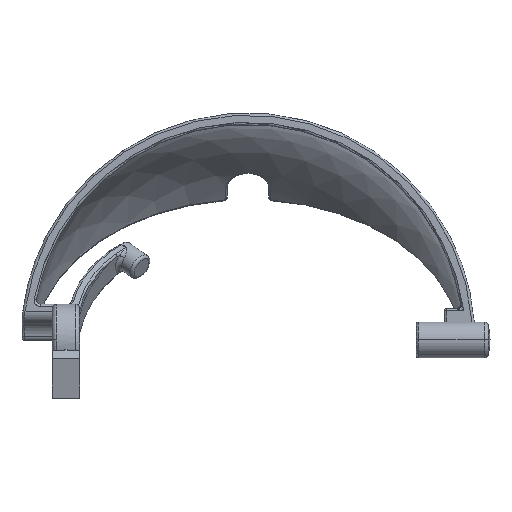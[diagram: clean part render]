
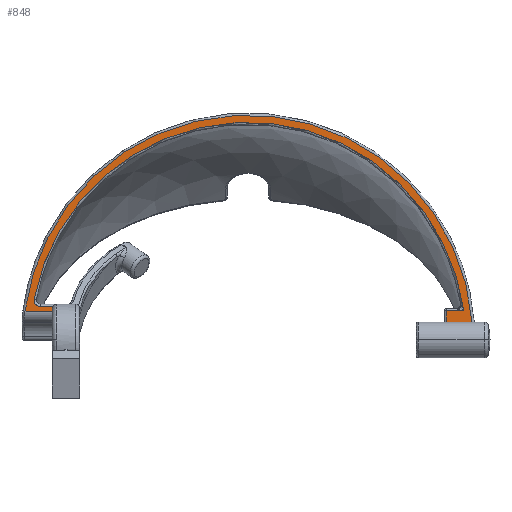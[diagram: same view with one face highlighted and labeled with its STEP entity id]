
A CAD part, top view. The second image highlights one B-rep face of the part: STEP entity #848.
In plain terms, the highlighted planar face has unit normal (0, -0.035, 0.999).
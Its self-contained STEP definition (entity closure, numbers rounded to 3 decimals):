
#1 = ORIENTED_EDGE ( 'NONE', *, *, #4545, .T. ) ;
#31 = VERTEX_POINT ( 'NONE', #4550 ) ;
#40 = AXIS2_PLACEMENT_3D ( 'NONE', #264, #2788, #718 ) ;
#47 = AXIS2_PLACEMENT_3D ( 'NONE', #3596, #1505, #2695 ) ;
#178 = CARTESIAN_POINT ( 'NONE',  ( -38.041, 6.886, -0.013 ) ) ;
#264 = CARTESIAN_POINT ( 'NONE',  ( 0., 0.009, -0.253 ) ) ;
#380 = CARTESIAN_POINT ( 'NONE',  ( -34.798, 5.711, -0.054 ) ) ;
#396 = CARTESIAN_POINT ( 'NONE',  ( -34.712, 5.94, -0.046 ) ) ;
#434 = CARTESIAN_POINT ( 'NONE',  ( 42.799, 3.172, -0.143 ) ) ;
#507 = LINE ( 'NONE', #434, #1092 ) ;
#584 = EDGE_CURVE ( 'NONE', #3347, #5011, #1313, .T. ) ;
#612 = CARTESIAN_POINT ( 'NONE',  ( -37.743, 6.294, -0.034 ) ) ;
#712 = CARTESIAN_POINT ( 'NONE',  ( 0., 0.009, -0.253 ) ) ;
#718 = DIRECTION ( 'NONE',  ( 0., -0.999, -0.035 ) ) ;
#770 = LINE ( 'NONE', #1230, #2362 ) ;
#827 = CARTESIAN_POINT ( 'NONE',  ( 0., 5.94, -0.046 ) ) ;
#848 = ADVANCED_FACE ( 'NONE', ( #4072 ), #3986, .T. ) ;
#884 = CARTESIAN_POINT ( 'NONE',  ( -38.035, 7.305, 0.002 ) ) ;
#950 = CARTESIAN_POINT ( 'NONE',  ( -36.913, 5.94, -0.046 ) ) ;
#1013 = CARTESIAN_POINT ( 'NONE',  ( -37.682, 6.235, -0.036 ) ) ;
#1020 = CARTESIAN_POINT ( 'NONE',  ( -39.671, 5.126, -0.074 ) ) ;
#1063 = CARTESIAN_POINT ( 'NONE',  ( -36.913, 5.94, -0.046 ) ) ;
#1082 = CARTESIAN_POINT ( 'NONE',  ( -38.053, 6.971, -0.01 ) ) ;
#1083 = VECTOR ( 'NONE', #4480, 1000. ) ;
#1092 = VECTOR ( 'NONE', #4518, 1000. ) ;
#1158 = CARTESIAN_POINT ( 'NONE',  ( -34.768, 5.833, -0.05 ) ) ;
#1230 = CARTESIAN_POINT ( 'NONE',  ( -34.798, 5.126, -0.074 ) ) ;
#1271 = ORIENTED_EDGE ( 'NONE', *, *, #584, .T. ) ;
#1313 = CIRCLE ( 'NONE', #4267, 38.73 ) ;
#1325 = ORIENTED_EDGE ( 'NONE', *, *, #2107, .T. ) ;
#1396 = ORIENTED_EDGE ( 'NONE', *, *, #2704, .F. ) ;
#1443 = CIRCLE ( 'NONE', #40, 40. ) ;
#1505 = DIRECTION ( 'NONE',  ( 0., -0.035, 0.999 ) ) ;
#1597 = EDGE_CURVE ( 'NONE', #3940, #3664, #1443, .T. ) ;
#1625 = EDGE_LOOP ( 'NONE', ( #3223, #4916, #2843, #1989, #3861, #1396, #1, #1325, #1698, #1271 ) ) ;
#1639 = LINE ( 'NONE', #827, #1083 ) ;
#1698 = ORIENTED_EDGE ( 'NONE', *, *, #4913, .T. ) ;
#1774 = LINE ( 'NONE', #3828, #2411 ) ;
#1836 = B_SPLINE_CURVE_WITH_KNOTS ( 'NONE', 3,
 ( #3637, #380, #1158, #396 ),
 .UNSPECIFIED., .F., .F.,
 ( 4, 4 ),
 ( 0., 0. ),
 .UNSPECIFIED. ) ;
#1867 = CARTESIAN_POINT ( 'NONE',  ( -38.035, 7.305, 0.002 ) ) ;
#1931 = DIRECTION ( 'NONE',  ( 0., -0.999, -0.035 ) ) ;
#1989 = ORIENTED_EDGE ( 'NONE', *, *, #1597, .T. ) ;
#2037 = CARTESIAN_POINT ( 'NONE',  ( 39.875, 3.172, -0.143 ) ) ;
#2107 = EDGE_CURVE ( 'NONE', #31, #4770, #1639, .T. ) ;
#2227 = LINE ( 'NONE', #5265, #4783 ) ;
#2324 = CARTESIAN_POINT ( 'NONE',  ( 35.306, 0.004, -0.253 ) ) ;
#2362 = VECTOR ( 'NONE', #2459, 1000. ) ;
#2384 = DIRECTION ( 'NONE',  ( 0., -0.999, -0.035 ) ) ;
#2411 = VECTOR ( 'NONE', #5048, 1000. ) ;
#2459 = DIRECTION ( 'NONE',  ( 1., 0., 0. ) ) ;
#2695 = DIRECTION ( 'NONE',  ( 1., 0., 0. ) ) ;
#2704 = EDGE_CURVE ( 'NONE', #2778, #5147, #1774, .T. ) ;
#2778 = VERTEX_POINT ( 'NONE', #3144 ) ;
#2788 = DIRECTION ( 'NONE',  ( 0., -0.035, 0.999 ) ) ;
#2843 = ORIENTED_EDGE ( 'NONE', *, *, #3943, .F. ) ;
#2873 = LINE ( 'NONE', #2324, #5122 ) ;
#3037 = CARTESIAN_POINT ( 'NONE',  ( -38.051, 7.222, -0.001 ) ) ;
#3088 = CARTESIAN_POINT ( 'NONE',  ( -37.902, 6.488, -0.027 ) ) ;
#3144 = CARTESIAN_POINT ( 'NONE',  ( -34.798, 5.588, -0.058 ) ) ;
#3162 = CARTESIAN_POINT ( 'NONE',  ( 35.306, 3.172, -0.143 ) ) ;
#3207 = DIRECTION ( 'NONE',  ( -1., 0., 0. ) ) ;
#3223 = ORIENTED_EDGE ( 'NONE', *, *, #5275, .T. ) ;
#3347 = VERTEX_POINT ( 'NONE', #884 ) ;
#3596 = CARTESIAN_POINT ( 'NONE',  ( 0., 0.004, -0.253 ) ) ;
#3637 = CARTESIAN_POINT ( 'NONE',  ( -34.798, 5.588, -0.058 ) ) ;
#3664 = VERTEX_POINT ( 'NONE', #1020 ) ;
#3668 = VERTEX_POINT ( 'NONE', #4227 ) ;
#3828 = CARTESIAN_POINT ( 'NONE',  ( -34.798, 3.172, -0.143 ) ) ;
#3860 = CARTESIAN_POINT ( 'NONE',  ( -37.549, 6.131, -0.039 ) ) ;
#3861 = ORIENTED_EDGE ( 'NONE', *, *, #4975, .T. ) ;
#3917 = CARTESIAN_POINT ( 'NONE',  ( -38.058, 7.138, -0.004 ) ) ;
#3940 = VERTEX_POINT ( 'NONE', #2037 ) ;
#3943 = EDGE_CURVE ( 'NONE', #3940, #4285, #507, .T. ) ;
#3986 = PLANE ( 'NONE',  #47 ) ;
#4072 = FACE_OUTER_BOUND ( 'NONE', #1625, .T. ) ;
#4225 = EDGE_CURVE ( 'NONE', #3668, #4285, #2873, .T. ) ;
#4227 = CARTESIAN_POINT ( 'NONE',  ( 35.306, 5.174, -0.073 ) ) ;
#4267 = AXIS2_PLACEMENT_3D ( 'NONE', #712, #5260, #2384 ) ;
#4277 = CARTESIAN_POINT ( 'NONE',  ( -37.98, 6.643, -0.021 ) ) ;
#4285 = VERTEX_POINT ( 'NONE', #3162 ) ;
#4308 = CARTESIAN_POINT ( 'NONE',  ( -37.083, 5.94, -0.046 ) ) ;
#4480 = DIRECTION ( 'NONE',  ( -1., 0., 0. ) ) ;
#4518 = DIRECTION ( 'NONE',  ( -1., 0., 0. ) ) ;
#4545 = EDGE_CURVE ( 'NONE', #2778, #31, #1836, .T. ) ;
#4550 = CARTESIAN_POINT ( 'NONE',  ( -34.712, 5.94, -0.046 ) ) ;
#4621 = B_SPLINE_CURVE_WITH_KNOTS ( 'NONE', 3,
 ( #1063, #4308, #5105, #5177, #3860, #1013, #612, #3088, #4277, #178, #1082, #3917, #3037, #1867 ),
 .UNSPECIFIED., .F., .F.,
 ( 4, 2, 2, 2, 2, 2, 4 ),
 ( 0., 0.001, 0.001, 0.001, 0.002, 0.002, 0.002 ),
 .UNSPECIFIED. ) ;
#4770 = VERTEX_POINT ( 'NONE', #950 ) ;
#4783 = VECTOR ( 'NONE', #3207, 1000. ) ;
#4913 = EDGE_CURVE ( 'NONE', #4770, #3347, #4621, .T. ) ;
#4916 = ORIENTED_EDGE ( 'NONE', *, *, #4225, .T. ) ;
#4975 = EDGE_CURVE ( 'NONE', #3664, #5147, #770, .T. ) ;
#5011 = VERTEX_POINT ( 'NONE', #5302 ) ;
#5048 = DIRECTION ( 'NONE',  ( 0., -0.999, -0.035 ) ) ;
#5077 = CARTESIAN_POINT ( 'NONE',  ( -34.798, 5.126, -0.074 ) ) ;
#5105 = CARTESIAN_POINT ( 'NONE',  ( -37.25, 5.978, -0.045 ) ) ;
#5122 = VECTOR ( 'NONE', #1931, 1000. ) ;
#5147 = VERTEX_POINT ( 'NONE', #5077 ) ;
#5177 = CARTESIAN_POINT ( 'NONE',  ( -37.478, 6.087, -0.041 ) ) ;
#5260 = DIRECTION ( 'NONE',  ( 0., 0.035, -0.999 ) ) ;
#5265 = CARTESIAN_POINT ( 'NONE',  ( 0., 5.174, -0.073 ) ) ;
#5275 = EDGE_CURVE ( 'NONE', #5011, #3668, #2227, .T. ) ;
#5302 = CARTESIAN_POINT ( 'NONE',  ( 38.383, 5.174, -0.073 ) ) ;
